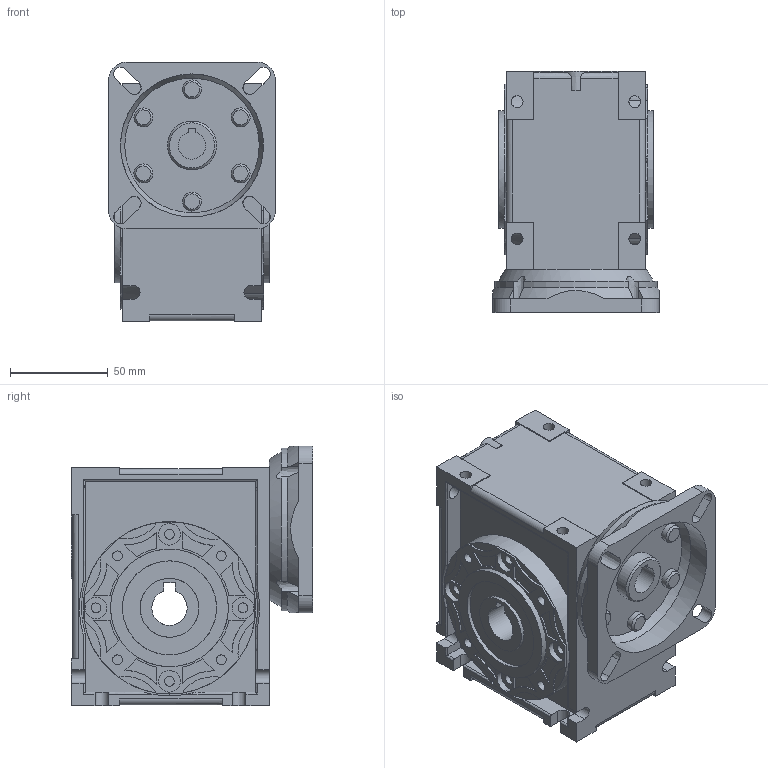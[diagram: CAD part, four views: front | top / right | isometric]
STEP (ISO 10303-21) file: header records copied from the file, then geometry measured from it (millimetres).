
FILE_DESCRIPTION( ('This file contains a STEP AP42 implementation' ,'as created by ZW3D STEP Interface translator.') ,'2;1' );
FILE_NAME( 'NMRV040-007.5-86MM.stp' ,'211118. 94236', (''), ('ZWCAD Software Co.'), 'Version 1.0', 'ZW3D to STEP translator', '' );
FILE_SCHEMA(('AUTOMOTIVE_DESIGN'));
Length unit declared in the file: millimetre
Products named in the file (3): 0; NMRV040-007.5-86MM; NMRV040_90mm_12mm
Assembly tree (1 placements, depth 2):
  0
  NMRV040-007.5-86MM
    NMRV040_90mm_12mm
Bounding box: 85 x 123 x 132.5 mm (x, y, z)
Volume: 839445.2 mm3; surface area: 95840.9 mm2
Topology: 1 solids, 1 shells, 427 faces, 1171 edges, 789 vertices
Faces by surface type: bspline 427
Entity records: 16680 total; most frequent: CARTESIAN_POINT 9482, ORIENTED_EDGE 2342, EDGE_CURVE 1171, VERTEX_POINT 789, B_SPLINE_CURVE_WITH_KNOTS 741, EDGE_LOOP 492, FACE_OUTER_BOUND 427, ADVANCED_FACE 427
